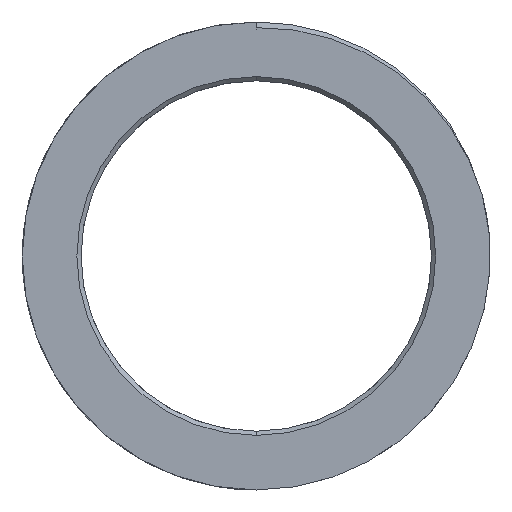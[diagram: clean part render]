
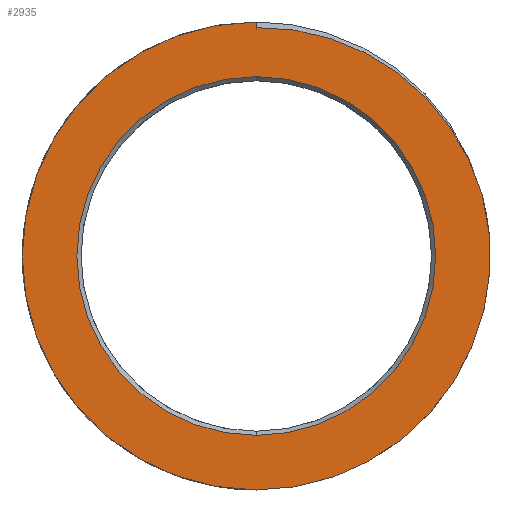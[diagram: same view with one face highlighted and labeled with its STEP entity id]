
A CAD part, left-side view. The second image highlights one B-rep face of the part: STEP entity #2935.
In plain terms, the highlighted planar face has unit normal (-1, 0, 0).
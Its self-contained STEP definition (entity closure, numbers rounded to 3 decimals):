
#283 = CARTESIAN_POINT ( 'NONE',  ( -7.5, -8.286, 20.541 ) ) ;
#313 = VERTEX_POINT ( 'NONE', #1640 ) ;
#349 = CARTESIAN_POINT ( 'NONE',  ( -7.5, 0., 0. ) ) ;
#350 = VERTEX_POINT ( 'NONE', #872 ) ;
#436 = B_SPLINE_CURVE_WITH_KNOTS ( 'NONE', 3,
 ( #4359, #3059, #2693, #1807, #3490, #3977, #4778, #3945, #597, #4079, #2804, #1530, #5356, #1890, #2360, #1998, #283, #3602, #1150, #3576, #5329, #2384, #770, #3629 ),
 .UNSPECIFIED., .F., .F.,
 ( 4, 2, 2, 2, 2, 2, 2, 2, 2, 2, 2, 4 ),
 ( 0., 0.004, 0.007, 0.011, 0.013, 0.015, 0.016, 0.018, 0.022, 0.024, 0.025, 0.029 ),
 .UNSPECIFIED. ) ;
#492 = VERTEX_POINT ( 'NONE', #1961 ) ;
#512 = CARTESIAN_POINT ( 'NONE',  ( -7.5, 0., -22.5 ) ) ;
#597 = CARTESIAN_POINT ( 'NONE',  ( -7.5, -15.424, 16.083 ) ) ;
#665 = AXIS2_PLACEMENT_3D ( 'NONE', #4508, #712, #1593 ) ;
#712 = DIRECTION ( 'NONE',  ( 1., 0., 0. ) ) ;
#770 = CARTESIAN_POINT ( 'NONE',  ( -7.5, -1.215, 21.98 ) ) ;
#845 = AXIS2_PLACEMENT_3D ( 'NONE', #5163, #1365, #3058 ) ;
#872 = CARTESIAN_POINT ( 'NONE',  ( -7.5, -21.716, 5.888 ) ) ;
#912 = CARTESIAN_POINT ( 'NONE',  ( -7.5, 16.85, 0. ) ) ;
#1130 = ORIENTED_EDGE ( 'NONE', *, *, #3747, .T. ) ;
#1150 = CARTESIAN_POINT ( 'NONE',  ( -7.5, -5.993, 21.251 ) ) ;
#1213 = VERTEX_POINT ( 'NONE', #3536 ) ;
#1225 = EDGE_CURVE ( 'NONE', #313, #5397, #5102, .T. ) ;
#1314 = FACE_BOUND ( 'NONE', #1644, .T. ) ;
#1365 = DIRECTION ( 'NONE',  ( -1., 0., 0. ) ) ;
#1436 = DIRECTION ( 'NONE',  ( 0., 0., 1. ) ) ;
#1530 = CARTESIAN_POINT ( 'NONE',  ( -7.5, -13.064, 17.984 ) ) ;
#1564 = CIRCLE ( 'NONE', #2535, 17.25 ) ;
#1593 = DIRECTION ( 'NONE',  ( 0., 0., 1. ) ) ;
#1640 = CARTESIAN_POINT ( 'NONE',  ( -7.5, 0., 22.5 ) ) ;
#1644 = EDGE_LOOP ( 'NONE', ( #3283, #4186 ) ) ;
#1755 = LINE ( 'NONE', #2666, #3950 ) ;
#1807 = CARTESIAN_POINT ( 'NONE',  ( -7.5, -19.897, 10.378 ) ) ;
#1852 = CARTESIAN_POINT ( 'NONE',  ( -7.5, 0., 0. ) ) ;
#1890 = CARTESIAN_POINT ( 'NONE',  ( -7.5, -11.532, 18.963 ) ) ;
#1961 = CARTESIAN_POINT ( 'NONE',  ( -7.5, 0., 17.25 ) ) ;
#1998 = CARTESIAN_POINT ( 'NONE',  ( -7.5, -9.394, 20.085 ) ) ;
#2036 = DIRECTION ( 'NONE',  ( 1., 0., 0. ) ) ;
#2360 = CARTESIAN_POINT ( 'NONE',  ( -7.5, -11.003, 19.262 ) ) ;
#2384 = CARTESIAN_POINT ( 'NONE',  ( -7.5, -2.421, 21.902 ) ) ;
#2535 = AXIS2_PLACEMENT_3D ( 'NONE', #349, #2036, #3389 ) ;
#2589 = DIRECTION ( 'NONE',  ( -1., 0., 0. ) ) ;
#2666 = CARTESIAN_POINT ( 'NONE',  ( -7.5, 0., 0. ) ) ;
#2693 = CARTESIAN_POINT ( 'NONE',  ( -7.5, -20.941, 8.193 ) ) ;
#2804 = CARTESIAN_POINT ( 'NONE',  ( -7.5, -14.038, 17.264 ) ) ;
#2844 = EDGE_CURVE ( 'NONE', #4510, #492, #1564, .T. ) ;
#2889 = AXIS2_PLACEMENT_3D ( 'NONE', #1852, #5235, #1436 ) ;
#2935 = ADVANCED_FACE ( 'NONE', ( #5111, #1314 ), #4704, .T. ) ;
#3058 = DIRECTION ( 'NONE',  ( 0., 0., 1. ) ) ;
#3059 = CARTESIAN_POINT ( 'NONE',  ( -7.5, -21.376, 7.055 ) ) ;
#3084 = DIRECTION ( 'NONE',  ( 0., 0., -1. ) ) ;
#3168 = CARTESIAN_POINT ( 'NONE',  ( -7.5, 0., -17.25 ) ) ;
#3283 = ORIENTED_EDGE ( 'NONE', *, *, #3477, .T. ) ;
#3389 = DIRECTION ( 'NONE',  ( 0., 0., 1. ) ) ;
#3477 = EDGE_CURVE ( 'NONE', #492, #4510, #4909, .T. ) ;
#3490 = CARTESIAN_POINT ( 'NONE',  ( -7.5, -19.285, 11.432 ) ) ;
#3536 = CARTESIAN_POINT ( 'NONE',  ( -7.5, 0., 21.959 ) ) ;
#3576 = CARTESIAN_POINT ( 'NONE',  ( -7.5, -4.815, 21.524 ) ) ;
#3602 = CARTESIAN_POINT ( 'NONE',  ( -7.5, -6.573, 21.09 ) ) ;
#3629 = CARTESIAN_POINT ( 'NONE',  ( -7.5, 0., 21.959 ) ) ;
#3747 = EDGE_CURVE ( 'NONE', #5397, #350, #4734, .T. ) ;
#3855 = ORIENTED_EDGE ( 'NONE', *, *, #1225, .T. ) ;
#3945 = CARTESIAN_POINT ( 'NONE',  ( -7.5, -15.863, 15.665 ) ) ;
#3947 = DIRECTION ( 'NONE',  ( 0., 0., 1. ) ) ;
#3950 = VECTOR ( 'NONE', #3084, 1000. ) ;
#3977 = CARTESIAN_POINT ( 'NONE',  ( -7.5, -17.902, 13.42 ) ) ;
#4079 = CARTESIAN_POINT ( 'NONE',  ( -7.5, -14.511, 16.882 ) ) ;
#4161 = EDGE_LOOP ( 'NONE', ( #5246, #3855, #1130, #5425 ) ) ;
#4186 = ORIENTED_EDGE ( 'NONE', *, *, #2844, .T. ) ;
#4359 = CARTESIAN_POINT ( 'NONE',  ( -7.5, -21.716, 5.888 ) ) ;
#4508 = CARTESIAN_POINT ( 'NONE',  ( -7.5, 0., 0. ) ) ;
#4510 = VERTEX_POINT ( 'NONE', #3168 ) ;
#4588 = EDGE_CURVE ( 'NONE', #313, #1213, #1755, .T. ) ;
#4616 = EDGE_CURVE ( 'NONE', #350, #1213, #436, .T. ) ;
#4704 = PLANE ( 'NONE',  #5378 ) ;
#4734 = CIRCLE ( 'NONE', #845, 22.5 ) ;
#4778 = CARTESIAN_POINT ( 'NONE',  ( -7.5, -17.127, 14.361 ) ) ;
#4909 = CIRCLE ( 'NONE', #665, 17.25 ) ;
#5102 = CIRCLE ( 'NONE', #2889, 22.5 ) ;
#5111 = FACE_OUTER_BOUND ( 'NONE', #4161, .T. ) ;
#5163 = CARTESIAN_POINT ( 'NONE',  ( -7.5, 0., 0. ) ) ;
#5235 = DIRECTION ( 'NONE',  ( -1., 0., 0. ) ) ;
#5246 = ORIENTED_EDGE ( 'NONE', *, *, #4588, .F. ) ;
#5329 = CARTESIAN_POINT ( 'NONE',  ( -7.5, -4.217, 21.638 ) ) ;
#5356 = CARTESIAN_POINT ( 'NONE',  ( -7.5, -12.563, 18.324 ) ) ;
#5378 = AXIS2_PLACEMENT_3D ( 'NONE', #912, #2589, #3947 ) ;
#5397 = VERTEX_POINT ( 'NONE', #512 ) ;
#5425 = ORIENTED_EDGE ( 'NONE', *, *, #4616, .T. ) ;
